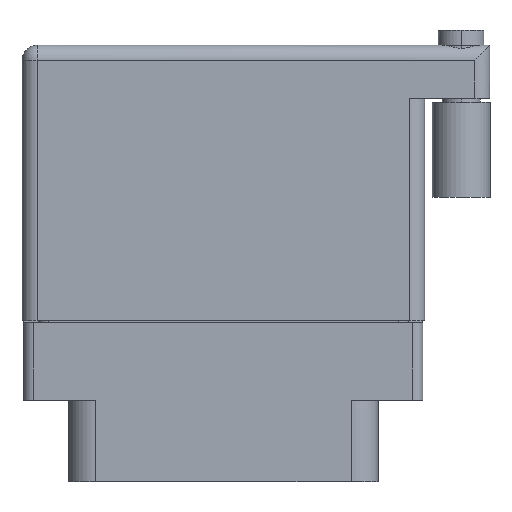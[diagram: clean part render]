
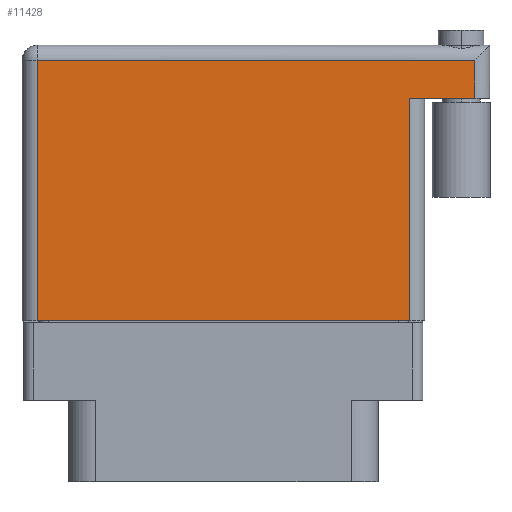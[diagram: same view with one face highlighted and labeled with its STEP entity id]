
A CAD part, front view. The second image highlights one B-rep face of the part: STEP entity #11428.
In plain terms, the highlighted face is planar.
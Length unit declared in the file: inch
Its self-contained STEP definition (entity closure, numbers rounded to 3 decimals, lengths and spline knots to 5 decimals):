
#395 = CARTESIAN_POINT ( 'NONE',  ( -0.6625, 0.756, 0.3575 ) ) ;
#594 = LINE ( 'NONE', #7498, #17545 ) ;
#803 = ORIENTED_EDGE ( 'NONE', *, *, #15884, .T. ) ;
#2279 = CARTESIAN_POINT ( 'NONE',  ( 0.8265, 0.756, 0.3575 ) ) ;
#2834 = DIRECTION ( 'NONE',  ( 0., 1., 0. ) ) ;
#3146 = ORIENTED_EDGE ( 'NONE', *, *, #11347, .T. ) ;
#4127 = ORIENTED_EDGE ( 'NONE', *, *, #14244, .T. ) ;
#4530 = VERTEX_POINT ( 'NONE', #18001 ) ;
#5430 = DIRECTION ( 'NONE',  ( 0., 1., 0. ) ) ;
#5470 = LINE ( 'NONE', #15138, #22097 ) ;
#5963 = VERTEX_POINT ( 'NONE', #2279 ) ;
#6505 = EDGE_CURVE ( 'NONE', #4530, #13867, #5470, .T. ) ;
#7258 = ORIENTED_EDGE ( 'NONE', *, *, #11896, .T. ) ;
#7498 = CARTESIAN_POINT ( 'NONE',  ( 0.8265, 0.806, 0.3575 ) ) ;
#8747 = EDGE_CURVE ( 'NONE', #19079, #13082, #14599, .T. ) ;
#9608 = CARTESIAN_POINT ( 'NONE',  ( -0.6625, -0.1, 0.3575 ) ) ;
#11347 = EDGE_CURVE ( 'NONE', #16312, #13082, #18851, .T. ) ;
#11428 = ADVANCED_FACE ( 'NONE', ( #26123 ), #22858, .F. ) ;
#11896 = EDGE_CURVE ( 'NONE', #13867, #16312, #22581, .T. ) ;
#12147 = DIRECTION ( 'NONE',  ( -1., 0., 0. ) ) ;
#12626 = ORIENTED_EDGE ( 'NONE', *, *, #8747, .F. ) ;
#12943 = DIRECTION ( 'NONE',  ( 0., 0., -1. ) ) ;
#13082 = VERTEX_POINT ( 'NONE', #14803 ) ;
#13190 = EDGE_LOOP ( 'NONE', ( #7258, #3146, #12626, #803, #4127, #17067 ) ) ;
#13867 = VERTEX_POINT ( 'NONE', #23389 ) ;
#14212 = CARTESIAN_POINT ( 'NONE',  ( 0.6125, 0.631, 0.3575 ) ) ;
#14244 = EDGE_CURVE ( 'NONE', #5963, #4530, #14927, .T. ) ;
#14599 = LINE ( 'NONE', #15687, #24714 ) ;
#14803 = CARTESIAN_POINT ( 'NONE',  ( 0.6125, 0.631, 0.3575 ) ) ;
#14927 = LINE ( 'NONE', #395, #16850 ) ;
#14948 = CARTESIAN_POINT ( 'NONE',  ( 0.6125, -0.1, 0.3575 ) ) ;
#15138 = CARTESIAN_POINT ( 'NONE',  ( -0.6125, -0.1, 0.3575 ) ) ;
#15484 = DIRECTION ( 'NONE',  ( 0., -1., 0. ) ) ;
#15687 = CARTESIAN_POINT ( 'NONE',  ( 0.8765, 0.631, 0.3575 ) ) ;
#15884 = EDGE_CURVE ( 'NONE', #19079, #5963, #594, .T. ) ;
#16312 = VERTEX_POINT ( 'NONE', #14948 ) ;
#16614 = VECTOR ( 'NONE', #17612, 39.37008 ) ;
#16850 = VECTOR ( 'NONE', #25932, 39.37008 ) ;
#17067 = ORIENTED_EDGE ( 'NONE', *, *, #6505, .T. ) ;
#17545 = VECTOR ( 'NONE', #5430, 39.37008 ) ;
#17612 = DIRECTION ( 'NONE',  ( 1., 0., 0. ) ) ;
#18001 = CARTESIAN_POINT ( 'NONE',  ( -0.6125, 0.756, 0.3575 ) ) ;
#18728 = DIRECTION ( 'NONE',  ( -1., 0., 0. ) ) ;
#18851 = LINE ( 'NONE', #14212, #20720 ) ;
#19079 = VERTEX_POINT ( 'NONE', #19692 ) ;
#19692 = CARTESIAN_POINT ( 'NONE',  ( 0.8265, 0.631, 0.3575 ) ) ;
#20720 = VECTOR ( 'NONE', #2834, 39.37008 ) ;
#20973 = AXIS2_PLACEMENT_3D ( 'NONE', #24942, #12943, #18728 ) ;
#22097 = VECTOR ( 'NONE', #15484, 39.37008 ) ;
#22581 = LINE ( 'NONE', #9608, #16614 ) ;
#22858 = PLANE ( 'NONE',  #20973 ) ;
#23389 = CARTESIAN_POINT ( 'NONE',  ( -0.6125, -0.1, 0.3575 ) ) ;
#24714 = VECTOR ( 'NONE', #12147, 39.37008 ) ;
#24942 = CARTESIAN_POINT ( 'NONE',  ( -0.6625, 0.806, 0.3575 ) ) ;
#25932 = DIRECTION ( 'NONE',  ( -1., 0., 0. ) ) ;
#26123 = FACE_OUTER_BOUND ( 'NONE', #13190, .T. ) ;
